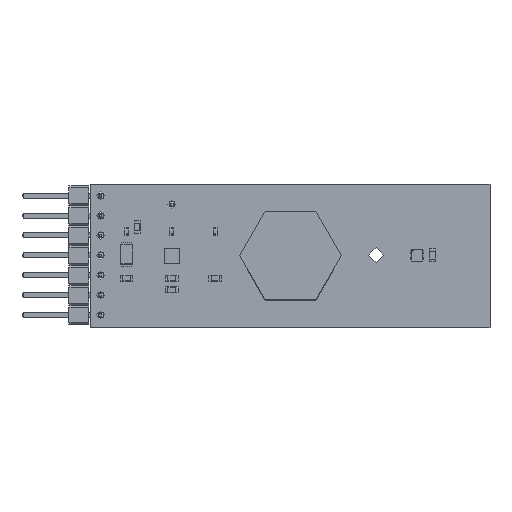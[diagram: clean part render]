
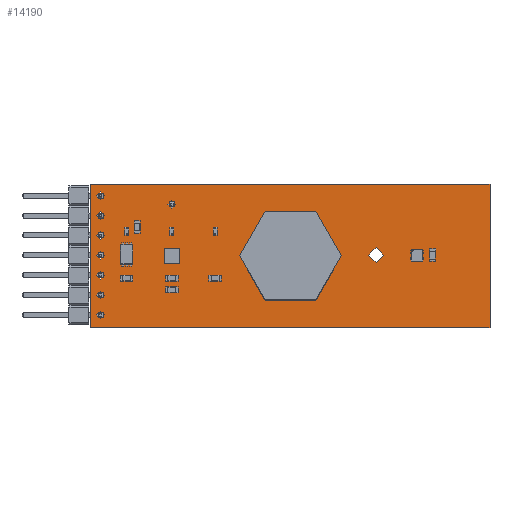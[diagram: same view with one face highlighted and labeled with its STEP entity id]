
A CAD part, top view. The second image highlights one B-rep face of the part: STEP entity #14190.
In plain terms, the highlighted planar face has unit normal (0, 0, 1).
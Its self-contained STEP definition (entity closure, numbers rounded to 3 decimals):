
#13957 = VERTEX_POINT('',#13958);
#13958 = CARTESIAN_POINT('',(147.44,-69.38,1.6));
#13964 = EDGE_CURVE('',#13957,#13965,#13967,.T.);
#13965 = VERTEX_POINT('',#13966);
#13966 = CARTESIAN_POINT('',(96.44,-69.38,1.6));
#13967 = LINE('',#13968,#13969);
#13968 = CARTESIAN_POINT('',(147.44,-69.38,1.6));
#13969 = VECTOR('',#13970,1.);
#13970 = DIRECTION('',(-1.,0.,0.));
#13997 = VERTEX_POINT('',#13998);
#13998 = CARTESIAN_POINT('',(147.44,-51.03,1.6));
#14004 = EDGE_CURVE('',#13997,#13957,#14005,.T.);
#14005 = LINE('',#14006,#14007);
#14006 = CARTESIAN_POINT('',(147.44,-51.03,1.6));
#14007 = VECTOR('',#14008,1.);
#14008 = DIRECTION('',(0.,-1.,0.));
#14026 = EDGE_CURVE('',#13965,#14027,#14029,.T.);
#14027 = VERTEX_POINT('',#14028);
#14028 = CARTESIAN_POINT('',(96.44,-51.03,1.6));
#14029 = LINE('',#14030,#14031);
#14030 = CARTESIAN_POINT('',(96.44,-69.38,1.6));
#14031 = VECTOR('',#14032,1.);
#14032 = DIRECTION('',(0.,1.,0.));
#14190 = ADVANCED_FACE('',(#14191,#14202,#14213,#14224,#14235,#14246,
    #14257,#14268,#14279,#14290,#14301,#14312),#14323,.T.);
#14191 = FACE_BOUND('',#14192,.T.);
#14192 = EDGE_LOOP('',(#14193,#14194,#14195,#14201));
#14193 = ORIENTED_EDGE('',*,*,#13964,.F.);
#14194 = ORIENTED_EDGE('',*,*,#14004,.F.);
#14195 = ORIENTED_EDGE('',*,*,#14196,.F.);
#14196 = EDGE_CURVE('',#14027,#13997,#14197,.T.);
#14197 = LINE('',#14198,#14199);
#14198 = CARTESIAN_POINT('',(96.44,-51.03,1.6));
#14199 = VECTOR('',#14200,1.);
#14200 = DIRECTION('',(1.,0.,0.));
#14201 = ORIENTED_EDGE('',*,*,#14026,.F.);
#14202 = FACE_BOUND('',#14203,.T.);
#14203 = EDGE_LOOP('',(#14204));
#14204 = ORIENTED_EDGE('',*,*,#14205,.T.);
#14205 = EDGE_CURVE('',#14206,#14206,#14208,.T.);
#14206 = VERTEX_POINT('',#14207);
#14207 = CARTESIAN_POINT('',(97.67,-68.24,1.6));
#14208 = CIRCLE('',#14209,0.5);
#14209 = AXIS2_PLACEMENT_3D('',#14210,#14211,#14212);
#14210 = CARTESIAN_POINT('',(97.67,-67.74,1.6));
#14211 = DIRECTION('',(-0.,0.,-1.));
#14212 = DIRECTION('',(-0.,-1.,0.));
#14213 = FACE_BOUND('',#14214,.T.);
#14214 = EDGE_LOOP('',(#14215));
#14215 = ORIENTED_EDGE('',*,*,#14216,.T.);
#14216 = EDGE_CURVE('',#14217,#14217,#14219,.T.);
#14217 = VERTEX_POINT('',#14218);
#14218 = CARTESIAN_POINT('',(97.67,-65.7,1.6));
#14219 = CIRCLE('',#14220,0.5);
#14220 = AXIS2_PLACEMENT_3D('',#14221,#14222,#14223);
#14221 = CARTESIAN_POINT('',(97.67,-65.2,1.6));
#14222 = DIRECTION('',(-0.,0.,-1.));
#14223 = DIRECTION('',(-0.,-1.,0.));
#14224 = FACE_BOUND('',#14225,.T.);
#14225 = EDGE_LOOP('',(#14226));
#14226 = ORIENTED_EDGE('',*,*,#14227,.T.);
#14227 = EDGE_CURVE('',#14228,#14228,#14230,.T.);
#14228 = VERTEX_POINT('',#14229);
#14229 = CARTESIAN_POINT('',(97.67,-63.16,1.6));
#14230 = CIRCLE('',#14231,0.5);
#14231 = AXIS2_PLACEMENT_3D('',#14232,#14233,#14234);
#14232 = CARTESIAN_POINT('',(97.67,-62.66,1.6));
#14233 = DIRECTION('',(-0.,0.,-1.));
#14234 = DIRECTION('',(-0.,-1.,0.));
#14235 = FACE_BOUND('',#14236,.T.);
#14236 = EDGE_LOOP('',(#14237));
#14237 = ORIENTED_EDGE('',*,*,#14238,.T.);
#14238 = EDGE_CURVE('',#14239,#14239,#14241,.T.);
#14239 = VERTEX_POINT('',#14240);
#14240 = CARTESIAN_POINT('',(121.94,-64.505,1.6));
#14241 = CIRCLE('',#14242,0.5);
#14242 = AXIS2_PLACEMENT_3D('',#14243,#14244,#14245);
#14243 = CARTESIAN_POINT('',(121.94,-64.005,1.6));
#14244 = DIRECTION('',(-0.,0.,-1.));
#14245 = DIRECTION('',(-0.,-1.,0.));
#14246 = FACE_BOUND('',#14247,.T.);
#14247 = EDGE_LOOP('',(#14248));
#14248 = ORIENTED_EDGE('',*,*,#14249,.T.);
#14249 = EDGE_CURVE('',#14250,#14250,#14252,.T.);
#14250 = VERTEX_POINT('',#14251);
#14251 = CARTESIAN_POINT('',(97.67,-60.62,1.6));
#14252 = CIRCLE('',#14253,0.5);
#14253 = AXIS2_PLACEMENT_3D('',#14254,#14255,#14256);
#14254 = CARTESIAN_POINT('',(97.67,-60.12,1.6));
#14255 = DIRECTION('',(-0.,0.,-1.));
#14256 = DIRECTION('',(-0.,-1.,0.));
#14257 = FACE_BOUND('',#14258,.T.);
#14258 = EDGE_LOOP('',(#14259));
#14259 = ORIENTED_EDGE('',*,*,#14260,.T.);
#14260 = EDGE_CURVE('',#14261,#14261,#14263,.T.);
#14261 = VERTEX_POINT('',#14262);
#14262 = CARTESIAN_POINT('',(97.67,-58.08,1.6));
#14263 = CIRCLE('',#14264,0.5);
#14264 = AXIS2_PLACEMENT_3D('',#14265,#14266,#14267);
#14265 = CARTESIAN_POINT('',(97.67,-57.58,1.6));
#14266 = DIRECTION('',(-0.,0.,-1.));
#14267 = DIRECTION('',(-0.,-1.,0.));
#14268 = FACE_BOUND('',#14269,.T.);
#14269 = EDGE_LOOP('',(#14270));
#14270 = ORIENTED_EDGE('',*,*,#14271,.T.);
#14271 = EDGE_CURVE('',#14272,#14272,#14274,.T.);
#14272 = VERTEX_POINT('',#14273);
#14273 = CARTESIAN_POINT('',(97.67,-55.54,1.6));
#14274 = CIRCLE('',#14275,0.5);
#14275 = AXIS2_PLACEMENT_3D('',#14276,#14277,#14278);
#14276 = CARTESIAN_POINT('',(97.67,-55.04,1.6));
#14277 = DIRECTION('',(-0.,0.,-1.));
#14278 = DIRECTION('',(-0.,-1.,0.));
#14279 = FACE_BOUND('',#14280,.T.);
#14280 = EDGE_LOOP('',(#14281));
#14281 = ORIENTED_EDGE('',*,*,#14282,.T.);
#14282 = EDGE_CURVE('',#14283,#14283,#14285,.T.);
#14283 = VERTEX_POINT('',#14284);
#14284 = CARTESIAN_POINT('',(97.67,-53.,1.6));
#14285 = CIRCLE('',#14286,0.5);
#14286 = AXIS2_PLACEMENT_3D('',#14287,#14288,#14289);
#14287 = CARTESIAN_POINT('',(97.67,-52.5,1.6));
#14288 = DIRECTION('',(-0.,0.,-1.));
#14289 = DIRECTION('',(-0.,-1.,0.));
#14290 = FACE_BOUND('',#14291,.T.);
#14291 = EDGE_LOOP('',(#14292));
#14292 = ORIENTED_EDGE('',*,*,#14293,.T.);
#14293 = EDGE_CURVE('',#14294,#14294,#14296,.T.);
#14294 = VERTEX_POINT('',#14295);
#14295 = CARTESIAN_POINT('',(106.78,-54.1,1.6));
#14296 = CIRCLE('',#14297,0.5);
#14297 = AXIS2_PLACEMENT_3D('',#14298,#14299,#14300);
#14298 = CARTESIAN_POINT('',(106.78,-53.6,1.6));
#14299 = DIRECTION('',(-0.,0.,-1.));
#14300 = DIRECTION('',(-0.,-1.,0.));
#14301 = FACE_BOUND('',#14302,.T.);
#14302 = EDGE_LOOP('',(#14303));
#14303 = ORIENTED_EDGE('',*,*,#14304,.T.);
#14304 = EDGE_CURVE('',#14305,#14305,#14307,.T.);
#14305 = VERTEX_POINT('',#14306);
#14306 = CARTESIAN_POINT('',(121.94,-56.905,1.6));
#14307 = CIRCLE('',#14308,0.5);
#14308 = AXIS2_PLACEMENT_3D('',#14309,#14310,#14311);
#14309 = CARTESIAN_POINT('',(121.94,-56.405,1.6));
#14310 = DIRECTION('',(-0.,0.,-1.));
#14311 = DIRECTION('',(-0.,-1.,0.));
#14312 = FACE_BOUND('',#14313,.T.);
#14313 = EDGE_LOOP('',(#14314));
#14314 = ORIENTED_EDGE('',*,*,#14315,.F.);
#14315 = EDGE_CURVE('',#14316,#14316,#14318,.T.);
#14316 = VERTEX_POINT('',#14317);
#14317 = CARTESIAN_POINT('',(133.89,-60.1,1.6));
#14318 = CIRCLE('',#14319,1.);
#14319 = AXIS2_PLACEMENT_3D('',#14320,#14321,#14322);
#14320 = CARTESIAN_POINT('',(132.89,-60.1,1.6));
#14321 = DIRECTION('',(0.,0.,1.));
#14322 = DIRECTION('',(1.,0.,-0.));
#14323 = PLANE('',#14324);
#14324 = AXIS2_PLACEMENT_3D('',#14325,#14326,#14327);
#14325 = CARTESIAN_POINT('',(0.,0.,1.6));
#14326 = DIRECTION('',(0.,0.,1.));
#14327 = DIRECTION('',(1.,0.,-0.));
